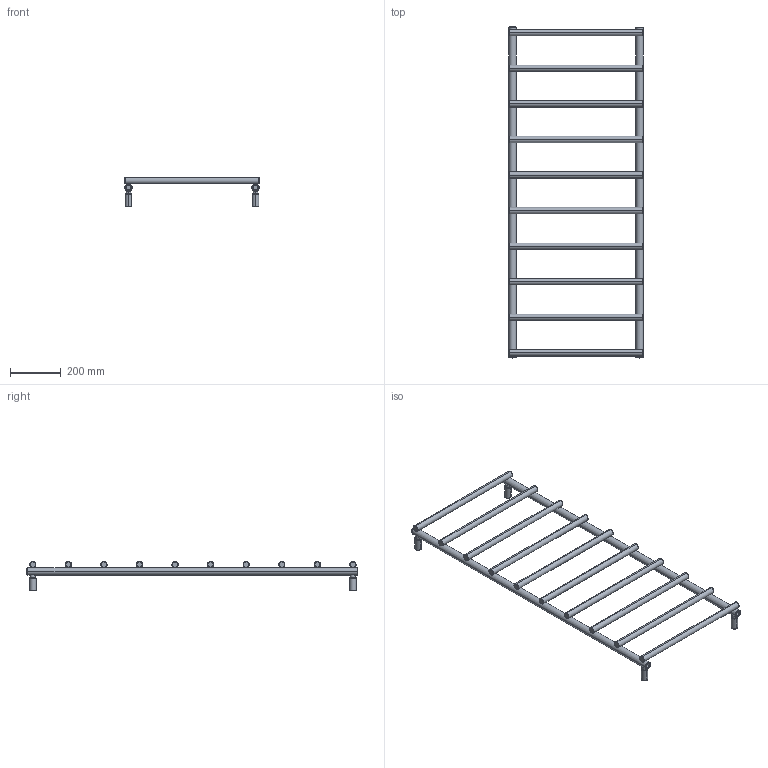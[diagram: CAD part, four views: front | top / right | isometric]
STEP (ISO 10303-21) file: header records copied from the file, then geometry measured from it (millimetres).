
FILE_DESCRIPTION((''),'2;1');
FILE_NAME('3551570400005_3D_SITO_ASM','2023-12-04T12:23:52',('PC132'),(''),'CREO PARAMETRIC BY PTC INC, 2023092','CREO PARAMETRIC BY PTC INC, 2023092','');
FILE_SCHEMA(('AUTOMOTIVE_DESIGN { 1 0 10303 214 1 1 1 1 }'));
Length unit declared in the file: millimetre
Products named in the file (3): 2551570400005_3D_SITO; 1041001240010; 3551570400005_3D_SITO_ASM
Assembly tree (2 placements, depth 2):
  3551570400005_3D_SITO_ASM
    2551570400005_3D_SITO
    1041001240010
Bounding box: 530 x 1306.6 x 115 mm (x, y, z)
Volume: 4543156 mm3; surface area: 699302.7 mm2
Topology: 14 solids, 14 shells, 204 faces, 403 edges, 240 vertices
Faces by surface type: torus 74, plane 66, cylinder 58, cone 6
Entity records: 10206 total; most frequent: CARTESIAN_POINT 1893, DIRECTION 1175, ORIENTED_EDGE 806, AXIS2_PLACEMENT_3D 514, PRESENTATION_STYLE_ASSIGNMENT 451, STYLED_ITEM 447, CURVE_STYLE 433, EDGE_CURVE 403
